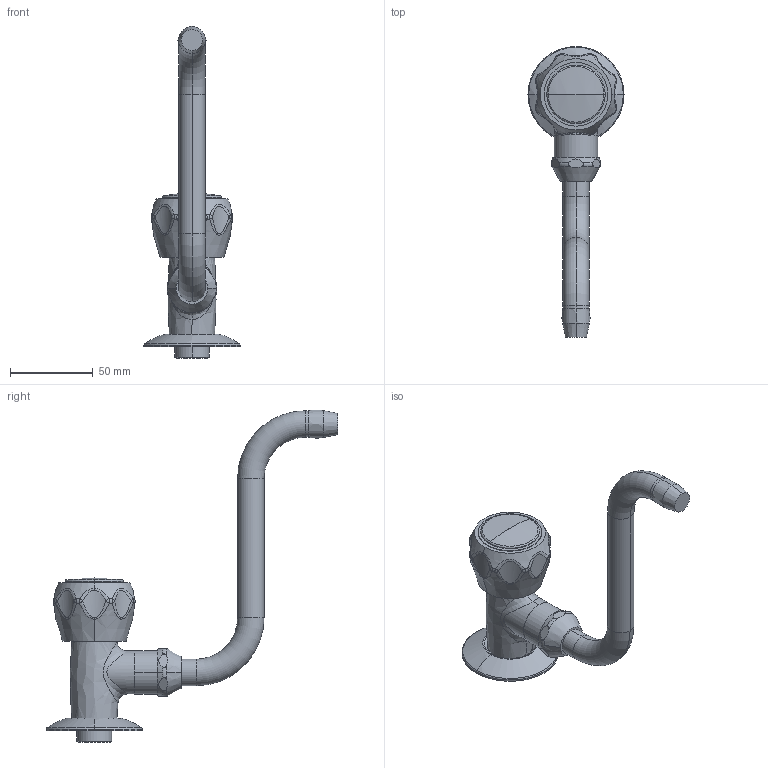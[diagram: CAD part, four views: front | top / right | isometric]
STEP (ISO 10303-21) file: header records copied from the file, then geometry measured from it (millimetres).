
FILE_DESCRIPTION((''),'2;1');
FILE_NAME('DA200CR','2021-11-09T13:01:41',('ut3'),('PAFFONI SpA'),'CREO PARAMETRIC BY PTC INC, 2020044','CREO PARAMETRIC BY PTC INC, 2020044','');
FILE_SCHEMA(('CONFIG_CONTROL_DESIGN','SHAPE_APPEARANCE_LAYERS_GROUPS'));
Length unit declared in the file: millimetre
Products named in the file (1): DA200CR
Bounding box: 58 x 176 x 200.46 mm (x, y, z)
Volume: 171937.1 mm3; surface area: 31676.4 mm2
Topology: 1 solids, 1 shells, 129 faces, 292 edges, 170 vertices
Faces by surface type: bspline 44, torus 28, cylinder 24, cone 16, plane 15, sphere 2
Entity records: 8655 total; most frequent: CARTESIAN_POINT 5069, ORIENTED_EDGE 580, DIRECTION 518, EDGE_CURVE 290, AXIS2_PLACEMENT_3D 243, VERTEX_POINT 170, CIRCLE 158, EDGE_LOOP 136
